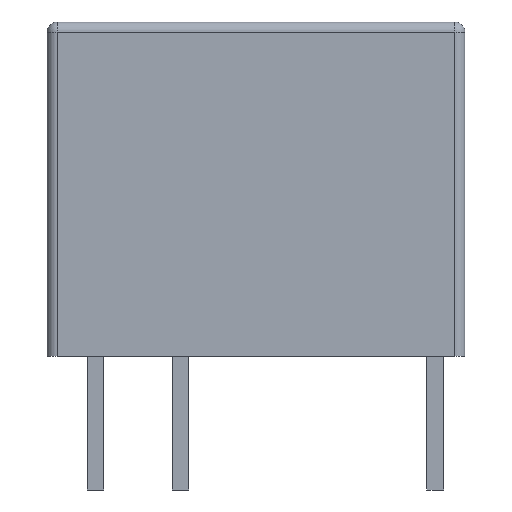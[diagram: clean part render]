
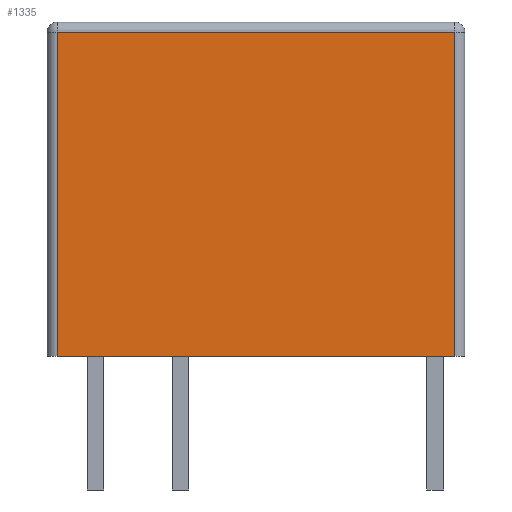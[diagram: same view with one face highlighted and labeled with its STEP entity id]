
A CAD part, front view. The second image highlights one B-rep face of the part: STEP entity #1335.
In plain terms, the highlighted planar face has unit normal (0, -1, 0).
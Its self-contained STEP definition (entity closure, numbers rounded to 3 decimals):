
#50 = DIRECTION ( 'NONE',  ( -1., 0., 0. ) ) ;
#178 = VERTEX_POINT ( 'NONE', #3770 ) ;
#733 = DIRECTION ( 'NONE',  ( 0., 1., 0. ) ) ;
#1335 = ADVANCED_FACE ( 'NONE', ( #6624 ), #6124, .F. ) ;
#2105 = VERTEX_POINT ( 'NONE', #11872 ) ;
#2303 = LINE ( 'NONE', #8447, #12875 ) ;
#2461 = DIRECTION ( 'NONE',  ( 0., 0., 1. ) ) ;
#3770 = CARTESIAN_POINT ( 'NONE',  ( -5.95, -3.75, 9.7 ) ) ;
#4229 = EDGE_CURVE ( 'NONE', #178, #7292, #7457, .T. ) ;
#4688 = ORIENTED_EDGE ( 'NONE', *, *, #10508, .T. ) ;
#6124 = PLANE ( 'NONE',  #7262 ) ;
#6132 = ORIENTED_EDGE ( 'NONE', *, *, #11493, .T. ) ;
#6624 = FACE_OUTER_BOUND ( 'NONE', #13199, .T. ) ;
#6715 = CARTESIAN_POINT ( 'NONE',  ( -5.95, -3.75, 0. ) ) ;
#6772 = ORIENTED_EDGE ( 'NONE', *, *, #8705, .T. ) ;
#7262 = AXIS2_PLACEMENT_3D ( 'NONE', #8507, #733, #9008 ) ;
#7292 = VERTEX_POINT ( 'NONE', #6715 ) ;
#7457 = LINE ( 'NONE', #13189, #14432 ) ;
#7816 = CARTESIAN_POINT ( 'NONE',  ( 6.25, -3.75, 0. ) ) ;
#8447 = CARTESIAN_POINT ( 'NONE',  ( -6.25, -3.75, 9.7 ) ) ;
#8507 = CARTESIAN_POINT ( 'NONE',  ( 6.25, -3.75, 10. ) ) ;
#8705 = EDGE_CURVE ( 'NONE', #7292, #2105, #8743, .T. ) ;
#8743 = LINE ( 'NONE', #7816, #9836 ) ;
#8913 = ORIENTED_EDGE ( 'NONE', *, *, #4229, .T. ) ;
#9008 = DIRECTION ( 'NONE',  ( -1., 0., 0. ) ) ;
#9224 = CARTESIAN_POINT ( 'NONE',  ( 5.95, -3.75, 9.7 ) ) ;
#9836 = VECTOR ( 'NONE', #13549, 1000. ) ;
#10508 = EDGE_CURVE ( 'NONE', #2105, #11254, #12952, .T. ) ;
#11254 = VERTEX_POINT ( 'NONE', #9224 ) ;
#11493 = EDGE_CURVE ( 'NONE', #11254, #178, #2303, .T. ) ;
#11572 = CARTESIAN_POINT ( 'NONE',  ( 5.95, -3.75, 10. ) ) ;
#11872 = CARTESIAN_POINT ( 'NONE',  ( 5.95, -3.75, 0. ) ) ;
#12625 = VECTOR ( 'NONE', #2461, 1000. ) ;
#12875 = VECTOR ( 'NONE', #50, 1000. ) ;
#12952 = LINE ( 'NONE', #11572, #12625 ) ;
#13189 = CARTESIAN_POINT ( 'NONE',  ( -5.95, -3.75, 10. ) ) ;
#13199 = EDGE_LOOP ( 'NONE', ( #6132, #8913, #6772, #4688 ) ) ;
#13549 = DIRECTION ( 'NONE',  ( 1., 0., 0. ) ) ;
#14390 = DIRECTION ( 'NONE',  ( 0., 0., -1. ) ) ;
#14432 = VECTOR ( 'NONE', #14390, 1000. ) ;
